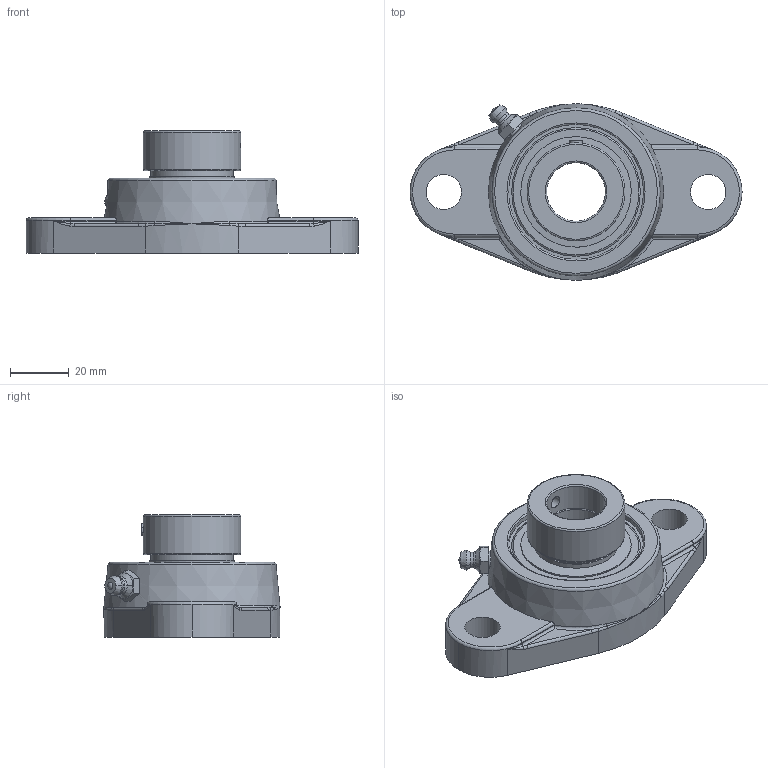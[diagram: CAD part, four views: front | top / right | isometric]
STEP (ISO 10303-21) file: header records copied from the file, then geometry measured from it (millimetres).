
FILE_DESCRIPTION(('HOOPS Exchange Step'),'2;1');
FILE_NAME('export-6340FB6A-4E2F-43D3-A60C-1BAFB76C89E7.stp','2019-11-06T09:47:42-08:00',('dkerr'),('Alibre'),'HOOPS Exchange 2019.2','Alibre','Unknown authorisation');
FILE_SCHEMA( ('AP242_MANAGED_MODEL_BASED_3D_ENGINEERING_MIM_LF {1 0 10303 442 1 1 4 }') );
Length unit declared in the file: inch
Products named in the file (8): MRN SFL 204; UCP ZERK 6mm; SNC 204 COLLAR; SNC 201 SHIELD; SNC 201 SS; SNC 204 RACES; MRN SNC 204; MRN SNCFL 204
Assembly tree (8 placements, depth 3):
  MRN SNCFL 204
    MRN SFL 204
    UCP ZERK 6mm
    MRN SNC 204
      SNC 204 COLLAR
      SNC 201 SHIELD  x2
      SNC 201 SS
      SNC 204 RACES
Bounding box: 113 x 60 x 41.61 mm (x, y, z)
Volume: 70282.9 mm3; surface area: 33592.1 mm2
Topology: 8 solids, 8 shells, 186 faces, 498 edges, 322 vertices
Faces by surface type: cylinder 57, plane 55, torus 27, bspline 24, cone 19, sphere 4
Full cylindrical faces by diameter (mm): 2.006 x2, 4.134 x3, 5.994 x1, 6 x1, 12 x2, 20 x2, 25.908 x2, 27.94 x4, 28.956 x2, 33.3 x1, 37.214 x2, 37.618 x2, 45.974 x1, 48 x1
Entity records: 10897 total; most frequent: CARTESIAN_POINT 6231, DIRECTION 959, ORIENTED_EDGE 938, EDGE_CURVE 469, AXIS2_PLACEMENT_3D 411, VERTEX_POINT 308, CIRCLE 224, EDGE_LOOP 205
